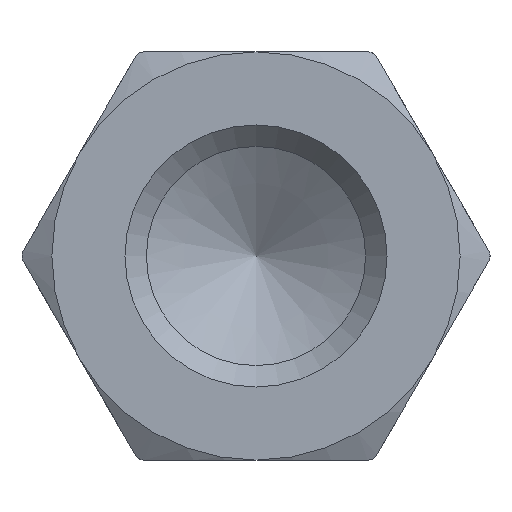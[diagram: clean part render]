
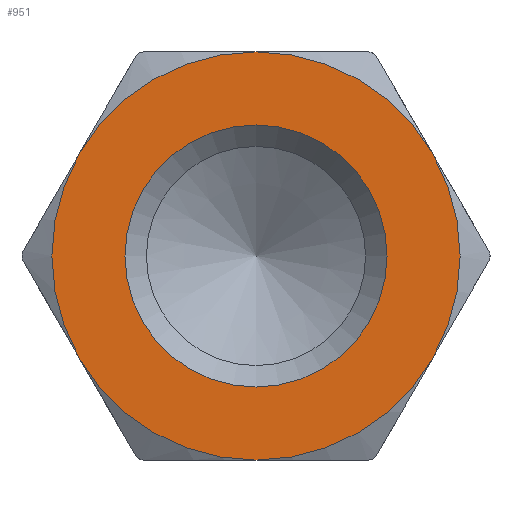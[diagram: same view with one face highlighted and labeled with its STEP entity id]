
A CAD part, front view. The second image highlights one B-rep face of the part: STEP entity #951.
In plain terms, the highlighted planar face has unit normal (0, -1, 0).
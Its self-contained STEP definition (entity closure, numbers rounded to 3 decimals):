
#8 = CIRCLE ( 'NONE', #693, 9.5 ) ;
#15 = DIRECTION ( 'NONE',  ( 0., 0., 1. ) ) ;
#33 = DIRECTION ( 'NONE',  ( 0., 1., 0. ) ) ;
#38 = VERTEX_POINT ( 'NONE', #1110 ) ;
#46 = DIRECTION ( 'NONE',  ( 0., 1., 0. ) ) ;
#52 = CARTESIAN_POINT ( 'NONE',  ( 0., 0., 0. ) ) ;
#96 = CARTESIAN_POINT ( 'NONE',  ( 0., 0., 0. ) ) ;
#101 = CARTESIAN_POINT ( 'NONE',  ( 8.227, 0., -4.75 ) ) ;
#104 = EDGE_CURVE ( 'NONE', #1264, #369, #737, .T. ) ;
#108 = ORIENTED_EDGE ( 'NONE', *, *, #1319, .T. ) ;
#150 = AXIS2_PLACEMENT_3D ( 'NONE', #1324, #46, #890 ) ;
#156 = CARTESIAN_POINT ( 'NONE',  ( 0., 0., 0. ) ) ;
#168 = AXIS2_PLACEMENT_3D ( 'NONE', #96, #33, #15 ) ;
#182 = EDGE_CURVE ( 'NONE', #1373, #1264, #497, .T. ) ;
#230 = CARTESIAN_POINT ( 'NONE',  ( 0., 0., 0. ) ) ;
#242 = DIRECTION ( 'NONE',  ( 0., -1., 0. ) ) ;
#254 = CIRCLE ( 'NONE', #168, 9.5 ) ;
#264 = DIRECTION ( 'NONE',  ( 0., 1., 0. ) ) ;
#272 = EDGE_CURVE ( 'NONE', #38, #38, #639, .T. ) ;
#273 = ORIENTED_EDGE ( 'NONE', *, *, #473, .F. ) ;
#277 = CARTESIAN_POINT ( 'NONE',  ( 0., 0., 0. ) ) ;
#299 = FACE_BOUND ( 'NONE', #1217, .T. ) ;
#340 = ORIENTED_EDGE ( 'NONE', *, *, #104, .F. ) ;
#357 = DIRECTION ( 'NONE',  ( 0., 0., 1. ) ) ;
#369 = VERTEX_POINT ( 'NONE', #478 ) ;
#418 = DIRECTION ( 'NONE',  ( 0., 1., 0. ) ) ;
#427 = CARTESIAN_POINT ( 'NONE',  ( 0., 0., 0. ) ) ;
#461 = DIRECTION ( 'NONE',  ( 0., 0., 1. ) ) ;
#466 = CARTESIAN_POINT ( 'NONE',  ( 0., 0., -9.5 ) ) ;
#473 = EDGE_CURVE ( 'NONE', #1087, #905, #254, .T. ) ;
#478 = CARTESIAN_POINT ( 'NONE',  ( -8.227, 0., 4.75 ) ) ;
#487 = VERTEX_POINT ( 'NONE', #101 ) ;
#497 = CIRCLE ( 'NONE', #150, 9.5 ) ;
#512 = AXIS2_PLACEMENT_3D ( 'NONE', #52, #599, #909 ) ;
#534 = ORIENTED_EDGE ( 'NONE', *, *, #1154, .F. ) ;
#589 = ORIENTED_EDGE ( 'NONE', *, *, #182, .F. ) ;
#599 = DIRECTION ( 'NONE',  ( 0., 1., 0. ) ) ;
#603 = ORIENTED_EDGE ( 'NONE', *, *, #726, .F. ) ;
#639 = CIRCLE ( 'NONE', #1223, 6.1 ) ;
#685 = AXIS2_PLACEMENT_3D ( 'NONE', #230, #242, #1099 ) ;
#693 = AXIS2_PLACEMENT_3D ( 'NONE', #1100, #264, #357 ) ;
#726 = EDGE_CURVE ( 'NONE', #905, #487, #8, .T. ) ;
#737 = CIRCLE ( 'NONE', #1145, 9.5 ) ;
#777 = CARTESIAN_POINT ( 'NONE',  ( -8.227, 0., -4.75 ) ) ;
#797 = PLANE ( 'NONE',  #512 ) ;
#807 = CARTESIAN_POINT ( 'NONE',  ( 8.227, 0., 4.75 ) ) ;
#812 = FACE_OUTER_BOUND ( 'NONE', #1128, .T. ) ;
#847 = AXIS2_PLACEMENT_3D ( 'NONE', #427, #418, #1076 ) ;
#890 = DIRECTION ( 'NONE',  ( 0., 0., 1. ) ) ;
#905 = VERTEX_POINT ( 'NONE', #807 ) ;
#909 = DIRECTION ( 'NONE',  ( 0., 0., 1. ) ) ;
#951 = ADVANCED_FACE ( 'NONE', ( #299, #812 ), #797, .F. ) ;
#972 = DIRECTION ( 'NONE',  ( 0., 1., 0. ) ) ;
#999 = DIRECTION ( 'NONE',  ( 0., 1., 0. ) ) ;
#1009 = DIRECTION ( 'NONE',  ( 0., 0., 1. ) ) ;
#1023 = ORIENTED_EDGE ( 'NONE', *, *, #272, .T. ) ;
#1036 = CARTESIAN_POINT ( 'NONE',  ( 0., 0., 9.5 ) ) ;
#1076 = DIRECTION ( 'NONE',  ( 0., 0., 1. ) ) ;
#1087 = VERTEX_POINT ( 'NONE', #1036 ) ;
#1099 = DIRECTION ( 'NONE',  ( 0., 0., -1. ) ) ;
#1100 = CARTESIAN_POINT ( 'NONE',  ( 0., 0., 0. ) ) ;
#1110 = CARTESIAN_POINT ( 'NONE',  ( 0., 0., 6.1 ) ) ;
#1128 = EDGE_LOOP ( 'NONE', ( #273, #534, #340, #589, #108, #603 ) ) ;
#1145 = AXIS2_PLACEMENT_3D ( 'NONE', #156, #972, #461 ) ;
#1154 = EDGE_CURVE ( 'NONE', #369, #1087, #1356, .T. ) ;
#1217 = EDGE_LOOP ( 'NONE', ( #1023 ) ) ;
#1223 = AXIS2_PLACEMENT_3D ( 'NONE', #277, #999, #1009 ) ;
#1264 = VERTEX_POINT ( 'NONE', #777 ) ;
#1291 = CIRCLE ( 'NONE', #685, 9.5 ) ;
#1319 = EDGE_CURVE ( 'NONE', #1373, #487, #1291, .T. ) ;
#1324 = CARTESIAN_POINT ( 'NONE',  ( 0., 0., 0. ) ) ;
#1356 = CIRCLE ( 'NONE', #847, 9.5 ) ;
#1373 = VERTEX_POINT ( 'NONE', #466 ) ;
